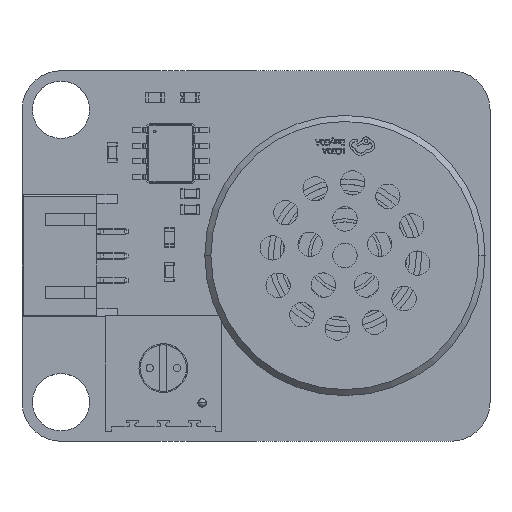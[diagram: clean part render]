
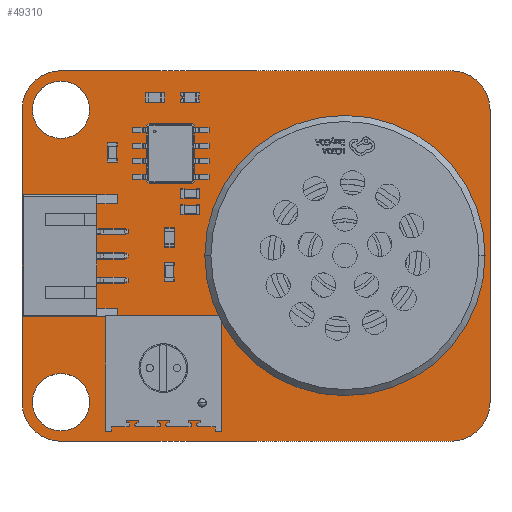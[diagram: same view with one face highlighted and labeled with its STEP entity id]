
A CAD part, top view. The second image highlights one B-rep face of the part: STEP entity #49310.
In plain terms, the highlighted planar face has unit normal (0, 0, 1).
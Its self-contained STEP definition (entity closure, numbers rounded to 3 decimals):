
#49084 = VERTEX_POINT('',#49085);
#49085 = CARTESIAN_POINT('',(119.,45.8,1.6));
#49091 = EDGE_CURVE('',#49084,#49092,#49094,.T.);
#49092 = VERTEX_POINT('',#49093);
#49093 = CARTESIAN_POINT('',(122.2,42.6,1.6));
#49094 = CIRCLE('',#49095,3.2);
#49095 = AXIS2_PLACEMENT_3D('',#49096,#49097,#49098);
#49096 = CARTESIAN_POINT('',(119.,42.6,1.6));
#49097 = DIRECTION('',(0.,0.,-1.));
#49098 = DIRECTION('',(0.,1.,0.));
#49126 = VERTEX_POINT('',#49127);
#49127 = CARTESIAN_POINT('',(87.,45.8,1.6));
#49133 = EDGE_CURVE('',#49126,#49084,#49134,.T.);
#49134 = LINE('',#49135,#49136);
#49135 = CARTESIAN_POINT('',(87.,45.8,1.6));
#49136 = VECTOR('',#49137,1.);
#49137 = DIRECTION('',(1.,0.,0.));
#49155 = EDGE_CURVE('',#49092,#49156,#49158,.T.);
#49156 = VERTEX_POINT('',#49157);
#49157 = CARTESIAN_POINT('',(122.2,18.6,1.6));
#49158 = LINE('',#49159,#49160);
#49159 = CARTESIAN_POINT('',(122.2,42.6,1.6));
#49160 = VECTOR('',#49161,1.);
#49161 = DIRECTION('',(0.,-1.,0.));
#49310 = ADVANCED_FACE('',(#49311,#49357,#49368,#49379,#49390,#49401,
    #49412,#49423),#49434,.T.);
#49311 = FACE_BOUND('',#49312,.T.);
#49312 = EDGE_LOOP('',(#49313,#49314,#49315,#49324,#49332,#49341,#49349,
    #49356));
#49313 = ORIENTED_EDGE('',*,*,#49091,.F.);
#49314 = ORIENTED_EDGE('',*,*,#49133,.F.);
#49315 = ORIENTED_EDGE('',*,*,#49316,.F.);
#49316 = EDGE_CURVE('',#49317,#49126,#49319,.T.);
#49317 = VERTEX_POINT('',#49318);
#49318 = CARTESIAN_POINT('',(83.8,42.6,1.6));
#49319 = CIRCLE('',#49320,3.2);
#49320 = AXIS2_PLACEMENT_3D('',#49321,#49322,#49323);
#49321 = CARTESIAN_POINT('',(87.,42.6,1.6));
#49322 = DIRECTION('',(0.,0.,-1.));
#49323 = DIRECTION('',(-1.,0.,-0.));
#49324 = ORIENTED_EDGE('',*,*,#49325,.F.);
#49325 = EDGE_CURVE('',#49326,#49317,#49328,.T.);
#49326 = VERTEX_POINT('',#49327);
#49327 = CARTESIAN_POINT('',(83.8,18.6,1.6));
#49328 = LINE('',#49329,#49330);
#49329 = CARTESIAN_POINT('',(83.8,18.6,1.6));
#49330 = VECTOR('',#49331,1.);
#49331 = DIRECTION('',(0.,1.,0.));
#49332 = ORIENTED_EDGE('',*,*,#49333,.F.);
#49333 = EDGE_CURVE('',#49334,#49326,#49336,.T.);
#49334 = VERTEX_POINT('',#49335);
#49335 = CARTESIAN_POINT('',(87.,15.4,1.6));
#49336 = CIRCLE('',#49337,3.2);
#49337 = AXIS2_PLACEMENT_3D('',#49338,#49339,#49340);
#49338 = CARTESIAN_POINT('',(87.,18.6,1.6));
#49339 = DIRECTION('',(0.,0.,-1.));
#49340 = DIRECTION('',(0.,-1.,-0.));
#49341 = ORIENTED_EDGE('',*,*,#49342,.F.);
#49342 = EDGE_CURVE('',#49343,#49334,#49345,.T.);
#49343 = VERTEX_POINT('',#49344);
#49344 = CARTESIAN_POINT('',(119.,15.4,1.6));
#49345 = LINE('',#49346,#49347);
#49346 = CARTESIAN_POINT('',(119.,15.4,1.6));
#49347 = VECTOR('',#49348,1.);
#49348 = DIRECTION('',(-1.,0.,0.));
#49349 = ORIENTED_EDGE('',*,*,#49350,.F.);
#49350 = EDGE_CURVE('',#49156,#49343,#49351,.T.);
#49351 = CIRCLE('',#49352,3.2);
#49352 = AXIS2_PLACEMENT_3D('',#49353,#49354,#49355);
#49353 = CARTESIAN_POINT('',(119.,18.6,1.6));
#49354 = DIRECTION('',(0.,0.,-1.));
#49355 = DIRECTION('',(1.,0.,0.));
#49356 = ORIENTED_EDGE('',*,*,#49155,.F.);
#49357 = FACE_BOUND('',#49358,.T.);
#49358 = EDGE_LOOP('',(#49359));
#49359 = ORIENTED_EDGE('',*,*,#49360,.T.);
#49360 = EDGE_CURVE('',#49361,#49361,#49363,.T.);
#49361 = VERTEX_POINT('',#49362);
#49362 = CARTESIAN_POINT('',(87.,16.25,1.6));
#49363 = CIRCLE('',#49364,2.35);
#49364 = AXIS2_PLACEMENT_3D('',#49365,#49366,#49367);
#49365 = CARTESIAN_POINT('',(87.,18.6,1.6));
#49366 = DIRECTION('',(-0.,0.,-1.));
#49367 = DIRECTION('',(-0.,-1.,0.));
#49368 = FACE_BOUND('',#49369,.T.);
#49369 = EDGE_LOOP('',(#49370));
#49370 = ORIENTED_EDGE('',*,*,#49371,.T.);
#49371 = EDGE_CURVE('',#49372,#49372,#49374,.T.);
#49372 = VERTEX_POINT('',#49373);
#49373 = CARTESIAN_POINT('',(95.4,17.975,1.6));
#49374 = CIRCLE('',#49375,0.375);
#49375 = AXIS2_PLACEMENT_3D('',#49376,#49377,#49378);
#49376 = CARTESIAN_POINT('',(95.4,18.35,1.6));
#49377 = DIRECTION('',(-0.,0.,-1.));
#49378 = DIRECTION('',(-0.,-1.,0.));
#49379 = FACE_BOUND('',#49380,.T.);
#49380 = EDGE_LOOP('',(#49381));
#49381 = ORIENTED_EDGE('',*,*,#49382,.T.);
#49382 = EDGE_CURVE('',#49383,#49383,#49385,.T.);
#49383 = VERTEX_POINT('',#49384);
#49384 = CARTESIAN_POINT('',(92.86,20.425,1.6));
#49385 = CIRCLE('',#49386,0.425);
#49386 = AXIS2_PLACEMENT_3D('',#49387,#49388,#49389);
#49387 = CARTESIAN_POINT('',(92.86,20.85,1.6));
#49388 = DIRECTION('',(-0.,0.,-1.));
#49389 = DIRECTION('',(-0.,-1.,0.));
#49390 = FACE_BOUND('',#49391,.T.);
#49391 = EDGE_LOOP('',(#49392));
#49392 = ORIENTED_EDGE('',*,*,#49393,.T.);
#49393 = EDGE_CURVE('',#49394,#49394,#49396,.T.);
#49394 = VERTEX_POINT('',#49395);
#49395 = CARTESIAN_POINT('',(97.94,20.425,1.6));
#49396 = CIRCLE('',#49397,0.425);
#49397 = AXIS2_PLACEMENT_3D('',#49398,#49399,#49400);
#49398 = CARTESIAN_POINT('',(97.94,20.85,1.6));
#49399 = DIRECTION('',(-0.,0.,-1.));
#49400 = DIRECTION('',(-0.,-1.,0.));
#49401 = FACE_BOUND('',#49402,.T.);
#49402 = EDGE_LOOP('',(#49403));
#49403 = ORIENTED_EDGE('',*,*,#49404,.T.);
#49404 = EDGE_CURVE('',#49405,#49405,#49407,.T.);
#49405 = VERTEX_POINT('',#49406);
#49406 = CARTESIAN_POINT('',(87.,40.25,1.6));
#49407 = CIRCLE('',#49408,2.35);
#49408 = AXIS2_PLACEMENT_3D('',#49409,#49410,#49411);
#49409 = CARTESIAN_POINT('',(87.,42.6,1.6));
#49410 = DIRECTION('',(-0.,0.,-1.));
#49411 = DIRECTION('',(-0.,-1.,0.));
#49412 = FACE_BOUND('',#49413,.T.);
#49413 = EDGE_LOOP('',(#49414));
#49414 = ORIENTED_EDGE('',*,*,#49415,.T.);
#49415 = EDGE_CURVE('',#49416,#49416,#49418,.T.);
#49416 = VERTEX_POINT('',#49417);
#49417 = CARTESIAN_POINT('',(105.4,30.1,1.6));
#49418 = CIRCLE('',#49419,0.5);
#49419 = AXIS2_PLACEMENT_3D('',#49420,#49421,#49422);
#49420 = CARTESIAN_POINT('',(105.4,30.6,1.6));
#49421 = DIRECTION('',(-0.,0.,-1.));
#49422 = DIRECTION('',(-0.,-1.,0.));
#49423 = FACE_BOUND('',#49424,.T.);
#49424 = EDGE_LOOP('',(#49425));
#49425 = ORIENTED_EDGE('',*,*,#49426,.T.);
#49426 = EDGE_CURVE('',#49427,#49427,#49429,.T.);
#49427 = VERTEX_POINT('',#49428);
#49428 = CARTESIAN_POINT('',(115.4,30.1,1.6));
#49429 = CIRCLE('',#49430,0.5);
#49430 = AXIS2_PLACEMENT_3D('',#49431,#49432,#49433);
#49431 = CARTESIAN_POINT('',(115.4,30.6,1.6));
#49432 = DIRECTION('',(-0.,0.,-1.));
#49433 = DIRECTION('',(-0.,-1.,0.));
#49434 = PLANE('',#49435);
#49435 = AXIS2_PLACEMENT_3D('',#49436,#49437,#49438);
#49436 = CARTESIAN_POINT('',(0.,0.,1.6));
#49437 = DIRECTION('',(0.,0.,1.));
#49438 = DIRECTION('',(1.,0.,-0.));
